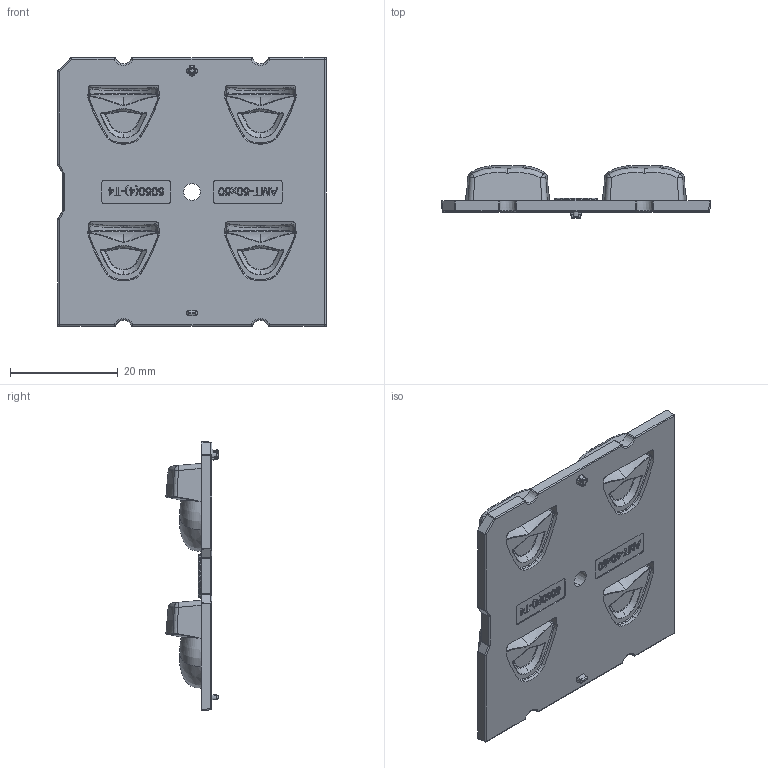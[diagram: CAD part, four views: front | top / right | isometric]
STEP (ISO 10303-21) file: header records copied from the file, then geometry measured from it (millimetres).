
FILE_DESCRIPTION (( 'STEP AP214' ), '1' );
FILE_NAME ('ﾀﾌﾒ-ST-50x50-5050(4)-T4.STEP', '2024-07-29T08:26:01', ( '' ), ( '' ), 'SwSTEP 2.0', 'SolidWorks 2019', '' );
FILE_SCHEMA (( 'AUTOMOTIVE_DESIGN' ));
Length unit declared in the file: millimetre
Products named in the file (1): ﾀﾌﾒ-ST-50x50-5050(4)-T4
Bounding box: 49.9 x 9.7 x 49.9 mm (x, y, z)
Volume: 7741.4 mm3; surface area: 6926.1 mm2
Topology: 1 solids, 1 shells, 796 faces, 1975 edges, 1196 vertices
Faces by surface type: bspline 384, plane 217, cylinder 68, torus 55, cone 49, sphere 23
Entity records: 40857 total; most frequent: CARTESIAN_POINT 25076, ORIENTED_EDGE 3894, DIRECTION 2336, EDGE_CURVE 1947, VERTEX_POINT 1196, AXIS2_PLACEMENT_3D 874, EDGE_LOOP 841, B_SPLINE_CURVE_WITH_KNOTS 841
